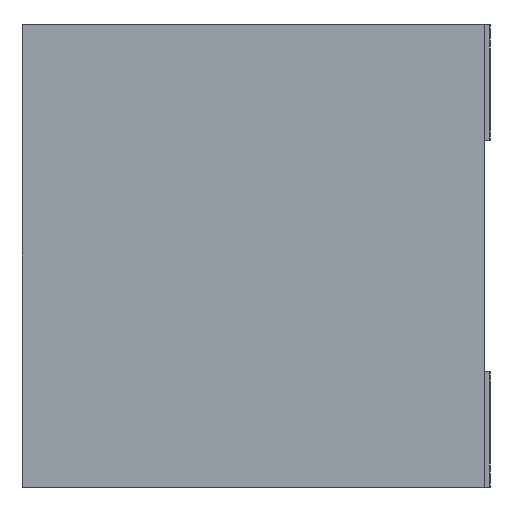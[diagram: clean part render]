
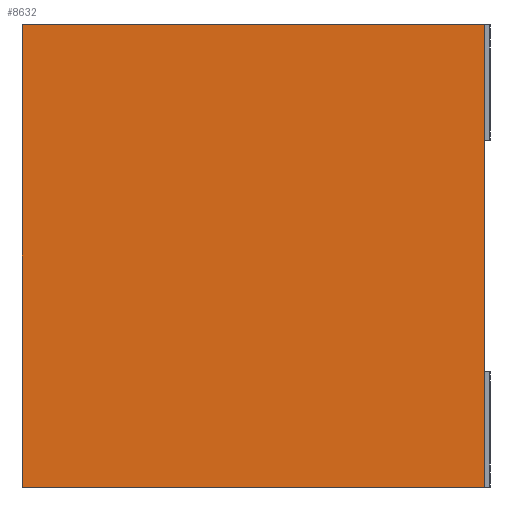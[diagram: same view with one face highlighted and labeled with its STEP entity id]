
A CAD part, left-side view. The second image highlights one B-rep face of the part: STEP entity #8632.
In plain terms, the highlighted planar face has unit normal (-1, 0, 0).
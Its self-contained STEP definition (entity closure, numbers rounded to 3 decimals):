
#99 = VERTEX_POINT ( 'NONE', #7704 ) ;
#241 = CARTESIAN_POINT ( 'NONE',  ( -20., 0., 0. ) ) ;
#492 = ORIENTED_EDGE ( 'NONE', *, *, #4578, .T. ) ;
#552 = CARTESIAN_POINT ( 'NONE',  ( -20., 40., 20. ) ) ;
#969 = FACE_OUTER_BOUND ( 'NONE', #4779, .T. ) ;
#1295 = ORIENTED_EDGE ( 'NONE', *, *, #5391, .T. ) ;
#1693 = CARTESIAN_POINT ( 'NONE',  ( -20., 0., 20. ) ) ;
#2043 = VECTOR ( 'NONE', #4431, 1000. ) ;
#2965 = DIRECTION ( 'NONE',  ( -1., 0., 0. ) ) ;
#3066 = VECTOR ( 'NONE', #5383, 1000. ) ;
#3078 = VECTOR ( 'NONE', #3279, 1000. ) ;
#3178 = VERTEX_POINT ( 'NONE', #5798 ) ;
#3279 = DIRECTION ( 'NONE',  ( 0., 0., -1. ) ) ;
#3704 = DIRECTION ( 'NONE',  ( 0., 0., 1. ) ) ;
#3945 = LINE ( 'NONE', #552, #3078 ) ;
#3963 = CARTESIAN_POINT ( 'NONE',  ( -20., 0., 20. ) ) ;
#4130 = VECTOR ( 'NONE', #3704, 1000. ) ;
#4431 = DIRECTION ( 'NONE',  ( 0., 1., 0. ) ) ;
#4578 = EDGE_CURVE ( 'NONE', #99, #3178, #5341, .T. ) ;
#4779 = EDGE_LOOP ( 'NONE', ( #492, #1295, #6081, #5888 ) ) ;
#4829 = VERTEX_POINT ( 'NONE', #6593 ) ;
#5341 = LINE ( 'NONE', #6828, #3066 ) ;
#5383 = DIRECTION ( 'NONE',  ( 0., -1., 0. ) ) ;
#5391 = EDGE_CURVE ( 'NONE', #3178, #5510, #6542, .T. ) ;
#5510 = VERTEX_POINT ( 'NONE', #1693 ) ;
#5798 = CARTESIAN_POINT ( 'NONE',  ( -20., 0., -20. ) ) ;
#5888 = ORIENTED_EDGE ( 'NONE', *, *, #5958, .T. ) ;
#5958 = EDGE_CURVE ( 'NONE', #4829, #99, #3945, .T. ) ;
#6081 = ORIENTED_EDGE ( 'NONE', *, *, #7879, .T. ) ;
#6394 = PLANE ( 'NONE',  #6432 ) ;
#6432 = AXIS2_PLACEMENT_3D ( 'NONE', #241, #2965, #7775 ) ;
#6542 = LINE ( 'NONE', #7164, #4130 ) ;
#6593 = CARTESIAN_POINT ( 'NONE',  ( -20., 40., 20. ) ) ;
#6828 = CARTESIAN_POINT ( 'NONE',  ( -20., 40., -20. ) ) ;
#7164 = CARTESIAN_POINT ( 'NONE',  ( -20., 0., -20. ) ) ;
#7704 = CARTESIAN_POINT ( 'NONE',  ( -20., 40., -20. ) ) ;
#7775 = DIRECTION ( 'NONE',  ( 0., 0., 1. ) ) ;
#7879 = EDGE_CURVE ( 'NONE', #5510, #4829, #8467, .T. ) ;
#8467 = LINE ( 'NONE', #3963, #2043 ) ;
#8632 = ADVANCED_FACE ( 'NONE', ( #969 ), #6394, .T. ) ;
